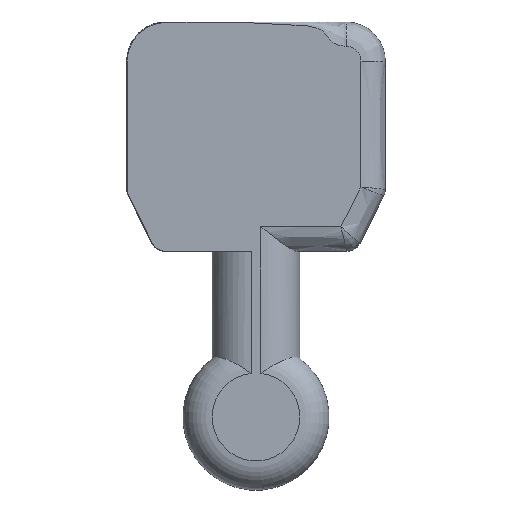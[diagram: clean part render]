
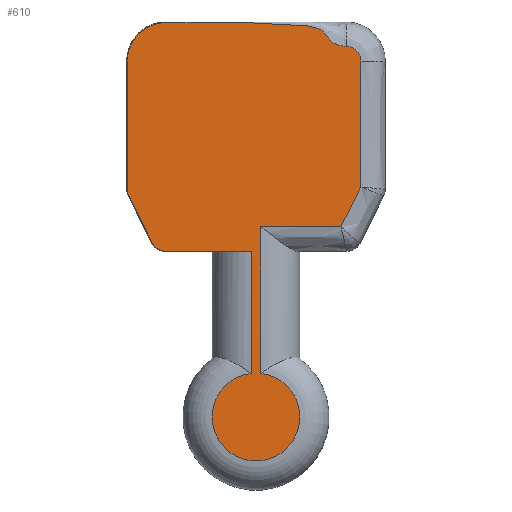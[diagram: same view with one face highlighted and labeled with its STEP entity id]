
A CAD part, top view. The second image highlights one B-rep face of the part: STEP entity #610.
In plain terms, the highlighted planar face has unit normal (0, 0, 1).
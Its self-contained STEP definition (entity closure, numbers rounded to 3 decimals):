
#48=FACE_OUTER_BOUND('',#88,.T.);
#88=EDGE_LOOP('',(#427,#428,#429,#430,#431,#432,#433,#434,#435,#436,#437,
#438,#439,#440,#441,#442));
#131=CIRCLE('',#670,4.5);
#145=LINE('',#899,#166);
#146=LINE('',#902,#167);
#147=LINE('',#906,#168);
#166=VECTOR('',#717,10.);
#167=VECTOR('',#720,10.);
#168=VECTOR('',#723,10.);
#192=B_SPLINE_CURVE_WITH_KNOTS('',3,(#908,#909,#910,#911),.UNSPECIFIED.,
 .F.,.F.,(4,4),(1.375,1.775),.UNSPECIFIED.);
#193=B_SPLINE_CURVE_WITH_KNOTS('',3,(#913,#914,#915,#916),.UNSPECIFIED.,
 .F.,.F.,(4,4),(-2.195,-1.775),.UNSPECIFIED.);
#194=B_SPLINE_CURVE_WITH_KNOTS('',3,(#918,#919,#920,#921),.UNSPECIFIED.,
 .F.,.F.,(4,4),(-0.696,-0.238),.UNSPECIFIED.);
#195=B_SPLINE_CURVE_WITH_KNOTS('',3,(#923,#924,#925,#926),.UNSPECIFIED.,
 .F.,.F.,(4,4),(-1.315,-0.024),.UNSPECIFIED.);
#196=B_SPLINE_CURVE_WITH_KNOTS('',3,(#928,#929,#930,#931,#932,#933),
 .UNSPECIFIED.,.F.,.F.,(4,1,1,4),(-1.55,-1.516,-1.449,
-1.315),.UNSPECIFIED.);
#197=B_SPLINE_CURVE_WITH_KNOTS('',3,(#935,#936,#937,#938,#939,#940,#941,
#942,#943,#944,#945,#946,#947,#948,#949),.UNSPECIFIED.,.F.,.F.,(4,1,1,1,
1,1,1,1,1,1,1,1,4),(-3.509,-2.949,-2.389,
-2.25,-2.11,-1.97,-1.9,
-1.83,-1.795,-1.76,-1.69,
-1.62,-1.55),.UNSPECIFIED.);
#198=B_SPLINE_CURVE_WITH_KNOTS('',3,(#951,#952,#953,#954,#955),
 .UNSPECIFIED.,.F.,.F.,(4,1,4),(-4.127,-3.774,-3.509),
 .UNSPECIFIED.);
#199=B_SPLINE_CURVE_WITH_KNOTS('',3,(#957,#958,#959,#960),.UNSPECIFIED.,
 .F.,.F.,(4,4),(-5.441,-4.127),.UNSPECIFIED.);
#200=B_SPLINE_CURVE_WITH_KNOTS('',3,(#962,#963,#964,#965),.UNSPECIFIED.,
 .F.,.F.,(4,4),(-5.51,-5.441),.UNSPECIFIED.);
#201=B_SPLINE_CURVE_WITH_KNOTS('',3,(#967,#968,#969,#970),.UNSPECIFIED.,
 .F.,.F.,(4,4),(-6.052,-5.51),.UNSPECIFIED.);
#202=B_SPLINE_CURVE_WITH_KNOTS('',3,(#972,#973,#974,#975,#976),
 .UNSPECIFIED.,.F.,.F.,(4,1,4),(-6.217,-6.135,-6.052),
 .UNSPECIFIED.);
#203=B_SPLINE_CURVE_WITH_KNOTS('',3,(#977,#978,#979,#980),.UNSPECIFIED.,
 .F.,.F.,(4,4),(-6.699,-6.217),.UNSPECIFIED.);
#261=VERTEX_POINT('',#848);
#266=VERTEX_POINT('',#886);
#267=VERTEX_POINT('',#901);
#268=VERTEX_POINT('',#903);
#269=VERTEX_POINT('',#905);
#270=VERTEX_POINT('',#907);
#271=VERTEX_POINT('',#912);
#272=VERTEX_POINT('',#917);
#273=VERTEX_POINT('',#922);
#274=VERTEX_POINT('',#927);
#275=VERTEX_POINT('',#934);
#276=VERTEX_POINT('',#950);
#277=VERTEX_POINT('',#956);
#278=VERTEX_POINT('',#961);
#279=VERTEX_POINT('',#966);
#280=VERTEX_POINT('',#971);
#327=EDGE_CURVE('',#266,#261,#145,.T.);
#328=EDGE_CURVE('',#261,#267,#146,.T.);
#329=EDGE_CURVE('',#266,#268,#131,.T.);
#330=EDGE_CURVE('',#269,#268,#147,.T.);
#331=EDGE_CURVE('',#269,#270,#192,.T.);
#332=EDGE_CURVE('',#271,#270,#193,.T.);
#333=EDGE_CURVE('',#272,#271,#194,.T.);
#334=EDGE_CURVE('',#273,#272,#195,.T.);
#335=EDGE_CURVE('',#274,#273,#196,.T.);
#336=EDGE_CURVE('',#275,#274,#197,.T.);
#337=EDGE_CURVE('',#276,#275,#198,.T.);
#338=EDGE_CURVE('',#277,#276,#199,.T.);
#339=EDGE_CURVE('',#278,#277,#200,.T.);
#340=EDGE_CURVE('',#279,#278,#201,.T.);
#341=EDGE_CURVE('',#280,#279,#202,.T.);
#342=EDGE_CURVE('',#267,#280,#203,.T.);
#427=ORIENTED_EDGE('',*,*,#328,.F.);
#428=ORIENTED_EDGE('',*,*,#327,.F.);
#429=ORIENTED_EDGE('',*,*,#329,.T.);
#430=ORIENTED_EDGE('',*,*,#330,.F.);
#431=ORIENTED_EDGE('',*,*,#331,.T.);
#432=ORIENTED_EDGE('',*,*,#332,.F.);
#433=ORIENTED_EDGE('',*,*,#333,.F.);
#434=ORIENTED_EDGE('',*,*,#334,.F.);
#435=ORIENTED_EDGE('',*,*,#335,.F.);
#436=ORIENTED_EDGE('',*,*,#336,.F.);
#437=ORIENTED_EDGE('',*,*,#337,.F.);
#438=ORIENTED_EDGE('',*,*,#338,.F.);
#439=ORIENTED_EDGE('',*,*,#339,.F.);
#440=ORIENTED_EDGE('',*,*,#340,.F.);
#441=ORIENTED_EDGE('',*,*,#341,.F.);
#442=ORIENTED_EDGE('',*,*,#342,.F.);
#600=PLANE('',#669);
#610=ADVANCED_FACE('',(#48),#600,.T.);
#669=AXIS2_PLACEMENT_3D('',#900,#718,#719);
#670=AXIS2_PLACEMENT_3D('',#904,#721,#722);
#717=DIRECTION('',(0.,1.,0.));
#718=DIRECTION('center_axis',(0.,0.,1.));
#719=DIRECTION('ref_axis',(1.,0.,0.));
#720=DIRECTION('',(-1.,0.,0.));
#721=DIRECTION('center_axis',(0.,0.,1.));
#722=DIRECTION('ref_axis',(1.,0.,0.));
#723=DIRECTION('',(0.,-1.,0.));
#848=CARTESIAN_POINT('',(12.75,0.,8.));
#886=CARTESIAN_POINT('',(12.75,-12.528,8.));
#899=CARTESIAN_POINT('',(12.75,-0.25,8.));
#900=CARTESIAN_POINT('Origin',(13.25,-0.5,8.));
#901=CARTESIAN_POINT('',(8.75,0.,8.));
#902=CARTESIAN_POINT('',(6.625,0.,8.));
#903=CARTESIAN_POINT('',(13.75,-12.528,8.));
#904=CARTESIAN_POINT('Origin',(13.25,-17.,8.));
#905=CARTESIAN_POINT('',(13.75,2.5,8.));
#906=CARTESIAN_POINT('',(13.75,-5.75,8.));
#907=CARTESIAN_POINT('',(17.75,2.5,8.));
#908=CARTESIAN_POINT('Ctrl Pts',(13.75,2.5,8.));
#909=CARTESIAN_POINT('Ctrl Pts',(15.083,2.5,8.));
#910=CARTESIAN_POINT('Ctrl Pts',(16.417,2.5,8.));
#911=CARTESIAN_POINT('Ctrl Pts',(17.75,2.5,8.));
#912=CARTESIAN_POINT('',(21.955,2.5,8.));
#913=CARTESIAN_POINT('Ctrl Pts',(21.955,2.5,8.));
#914=CARTESIAN_POINT('Ctrl Pts',(20.553,2.5,8.));
#915=CARTESIAN_POINT('Ctrl Pts',(19.152,2.5,8.));
#916=CARTESIAN_POINT('Ctrl Pts',(17.75,2.5,8.));
#917=CARTESIAN_POINT('',(24.,6.59,8.));
#918=CARTESIAN_POINT('Ctrl Pts',(24.,6.59,8.));
#919=CARTESIAN_POINT('Ctrl Pts',(23.318,5.227,8.));
#920=CARTESIAN_POINT('Ctrl Pts',(22.637,3.863,8.));
#921=CARTESIAN_POINT('Ctrl Pts',(21.955,2.5,8.));
#922=CARTESIAN_POINT('',(24.,19.5,8.));
#923=CARTESIAN_POINT('Ctrl Pts',(24.,19.5,8.));
#924=CARTESIAN_POINT('Ctrl Pts',(24.,15.189,8.));
#925=CARTESIAN_POINT('Ctrl Pts',(24.,10.893,8.));
#926=CARTESIAN_POINT('Ctrl Pts',(24.,6.59,8.));
#927=CARTESIAN_POINT('',(22.5,21.006,8.));
#928=CARTESIAN_POINT('Ctrl Pts',(22.5,21.006,8.));
#929=CARTESIAN_POINT('Ctrl Pts',(22.611,21.002,8.));
#930=CARTESIAN_POINT('Ctrl Pts',(22.947,20.962,8.));
#931=CARTESIAN_POINT('Ctrl Pts',(23.677,20.615,8.));
#932=CARTESIAN_POINT('Ctrl Pts',(24.,19.949,8.));
#933=CARTESIAN_POINT('Ctrl Pts',(24.,19.5,8.));
#934=CARTESIAN_POINT('',(4.,23.432,8.));
#935=CARTESIAN_POINT('Ctrl Pts',(4.,23.432,8.));
#936=CARTESIAN_POINT('Ctrl Pts',(5.868,23.428,8.));
#937=CARTESIAN_POINT('Ctrl Pts',(9.592,23.408,8.));
#938=CARTESIAN_POINT('Ctrl Pts',(13.797,23.431,8.));
#939=CARTESIAN_POINT('Ctrl Pts',(16.586,23.332,8.));
#940=CARTESIAN_POINT('Ctrl Pts',(17.967,23.202,8.));
#941=CARTESIAN_POINT('Ctrl Pts',(19.141,23.003,8.));
#942=CARTESIAN_POINT('Ctrl Pts',(19.93,22.726,8.));
#943=CARTESIAN_POINT('Ctrl Pts',(20.295,22.41,8.));
#944=CARTESIAN_POINT('Ctrl Pts',(20.507,22.097,8.));
#945=CARTESIAN_POINT('Ctrl Pts',(20.724,21.766,8.));
#946=CARTESIAN_POINT('Ctrl Pts',(21.143,21.369,8.));
#947=CARTESIAN_POINT('Ctrl Pts',(21.826,21.066,8.));
#948=CARTESIAN_POINT('Ctrl Pts',(22.27,21.015,8.));
#949=CARTESIAN_POINT('Ctrl Pts',(22.5,21.006,8.));
#950=CARTESIAN_POINT('',(0.055,19.5,8.));
#951=CARTESIAN_POINT('Ctrl Pts',(0.055,19.5,8.));
#952=CARTESIAN_POINT('Ctrl Pts',(0.057,20.679,8.));
#953=CARTESIAN_POINT('Ctrl Pts',(1.049,22.717,8.));
#954=CARTESIAN_POINT('Ctrl Pts',(3.115,23.434,8.));
#955=CARTESIAN_POINT('Ctrl Pts',(4.,23.432,8.));
#956=CARTESIAN_POINT('',(0.027,6.354,8.));
#957=CARTESIAN_POINT('Ctrl Pts',(0.027,6.354,8.));
#958=CARTESIAN_POINT('Ctrl Pts',(0.036,10.736,8.));
#959=CARTESIAN_POINT('Ctrl Pts',(0.045,15.112,8.));
#960=CARTESIAN_POINT('Ctrl Pts',(0.055,19.5,8.));
#961=CARTESIAN_POINT('',(0.181,5.695,8.));
#962=CARTESIAN_POINT('Ctrl Pts',(0.181,5.695,8.));
#963=CARTESIAN_POINT('Ctrl Pts',(0.08,5.899,8.));
#964=CARTESIAN_POINT('Ctrl Pts',(0.026,6.126,8.));
#965=CARTESIAN_POINT('Ctrl Pts',(0.027,6.354,8.));
#966=CARTESIAN_POINT('',(2.598,0.835,8.));
#967=CARTESIAN_POINT('Ctrl Pts',(2.598,0.835,8.));
#968=CARTESIAN_POINT('Ctrl Pts',(1.792,2.456,8.));
#969=CARTESIAN_POINT('Ctrl Pts',(0.987,4.075,8.));
#970=CARTESIAN_POINT('Ctrl Pts',(0.181,5.695,8.));
#971=CARTESIAN_POINT('',(3.927,0.01,8.));
#972=CARTESIAN_POINT('Ctrl Pts',(3.927,0.01,8.));
#973=CARTESIAN_POINT('Ctrl Pts',(3.652,0.011,8.));
#974=CARTESIAN_POINT('Ctrl Pts',(3.104,0.168,8.));
#975=CARTESIAN_POINT('Ctrl Pts',(2.72,0.589,8.));
#976=CARTESIAN_POINT('Ctrl Pts',(2.598,0.835,8.));
#977=CARTESIAN_POINT('Ctrl Pts',(8.75,0.,8.));
#978=CARTESIAN_POINT('Ctrl Pts',(7.142,0.003,8.));
#979=CARTESIAN_POINT('Ctrl Pts',(5.536,0.007,8.));
#980=CARTESIAN_POINT('Ctrl Pts',(3.927,0.01,8.));
